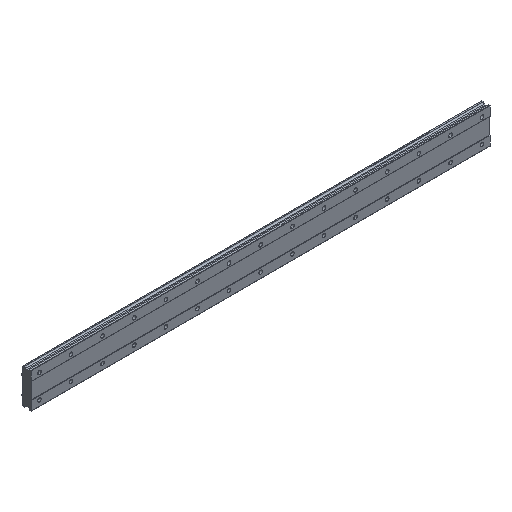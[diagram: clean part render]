
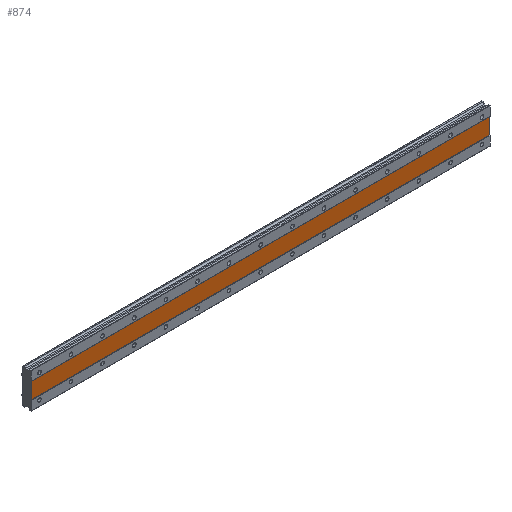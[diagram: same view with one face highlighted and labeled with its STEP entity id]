
A CAD part, isometric view. The second image highlights one B-rep face of the part: STEP entity #874.
In plain terms, the highlighted planar face has unit normal (0, -1, 0).
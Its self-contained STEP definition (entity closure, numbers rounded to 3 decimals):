
#52 = LINE ( 'NONE', #4909, #4943 ) ;
#284 = DIRECTION ( 'NONE',  ( 0., 1., 0. ) ) ;
#312 = CARTESIAN_POINT ( 'NONE',  ( 1140., 1., 20. ) ) ;
#316 = DIRECTION ( 'NONE',  ( 0., 0., 1. ) ) ;
#407 = VECTOR ( 'NONE', #3234, 1000. ) ;
#574 = ORIENTED_EDGE ( 'NONE', *, *, #2451, .F. ) ;
#686 = CARTESIAN_POINT ( 'NONE',  ( 1140., 1., -20. ) ) ;
#756 = CARTESIAN_POINT ( 'NONE',  ( 1140., 1., 20. ) ) ;
#765 = EDGE_CURVE ( 'NONE', #3621, #4351, #4178, .T. ) ;
#874 = ADVANCED_FACE ( 'NONE', ( #5575 ), #5197, .F. ) ;
#909 = CARTESIAN_POINT ( 'NONE',  ( -20., 1., 20. ) ) ;
#1006 = VERTEX_POINT ( 'NONE', #686 ) ;
#1512 = EDGE_CURVE ( 'NONE', #4351, #1006, #3513, .T. ) ;
#2158 = DIRECTION ( 'NONE',  ( 0., 0., -1. ) ) ;
#2451 = EDGE_CURVE ( 'NONE', #2781, #3621, #5289, .T. ) ;
#2520 = CARTESIAN_POINT ( 'NONE',  ( 1140., 1., 20. ) ) ;
#2656 = AXIS2_PLACEMENT_3D ( 'NONE', #756, #284, #316 ) ;
#2781 = VERTEX_POINT ( 'NONE', #4441 ) ;
#3021 = EDGE_CURVE ( 'NONE', #1006, #2781, #52, .T. ) ;
#3148 = ORIENTED_EDGE ( 'NONE', *, *, #3021, .F. ) ;
#3234 = DIRECTION ( 'NONE',  ( 1., 0., 0. ) ) ;
#3409 = VECTOR ( 'NONE', #4332, 1000. ) ;
#3513 = LINE ( 'NONE', #312, #4436 ) ;
#3529 = ORIENTED_EDGE ( 'NONE', *, *, #1512, .F. ) ;
#3621 = VERTEX_POINT ( 'NONE', #4278 ) ;
#4129 = EDGE_LOOP ( 'NONE', ( #3148, #3529, #4454, #574 ) ) ;
#4178 = LINE ( 'NONE', #4561, #407 ) ;
#4278 = CARTESIAN_POINT ( 'NONE',  ( -20., 1., 20. ) ) ;
#4332 = DIRECTION ( 'NONE',  ( 0., 0., 1. ) ) ;
#4351 = VERTEX_POINT ( 'NONE', #2520 ) ;
#4436 = VECTOR ( 'NONE', #2158, 1000. ) ;
#4441 = CARTESIAN_POINT ( 'NONE',  ( -20., 1., -20. ) ) ;
#4454 = ORIENTED_EDGE ( 'NONE', *, *, #765, .F. ) ;
#4561 = CARTESIAN_POINT ( 'NONE',  ( 1140., 1., 20. ) ) ;
#4909 = CARTESIAN_POINT ( 'NONE',  ( 1140., 1., -20. ) ) ;
#4943 = VECTOR ( 'NONE', #5372, 1000. ) ;
#5197 = PLANE ( 'NONE',  #2656 ) ;
#5289 = LINE ( 'NONE', #909, #3409 ) ;
#5372 = DIRECTION ( 'NONE',  ( -1., 0., 0. ) ) ;
#5575 = FACE_OUTER_BOUND ( 'NONE', #4129, .T. ) ;
